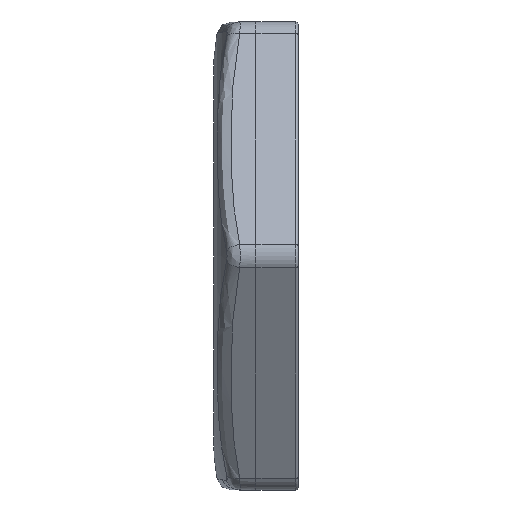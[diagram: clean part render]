
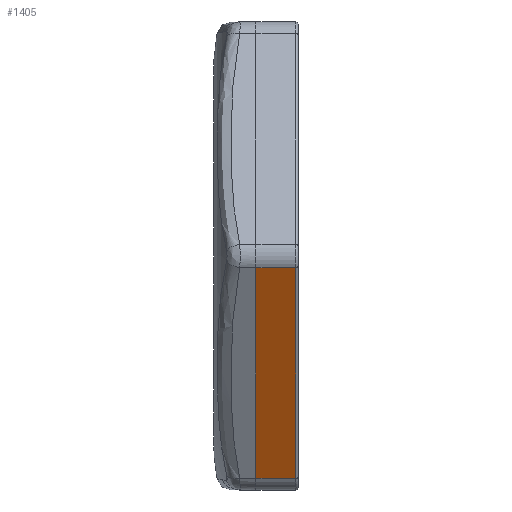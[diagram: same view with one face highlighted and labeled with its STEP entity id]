
A CAD part, left-side view. The second image highlights one B-rep face of the part: STEP entity #1405.
In plain terms, the highlighted planar face has unit normal (-0.866, 0, -0.5).
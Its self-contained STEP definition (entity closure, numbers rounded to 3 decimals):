
#230 = CARTESIAN_POINT ( 'NONE',  ( -5.629, 0., -0.25 ) ) ;
#361 = EDGE_CURVE ( 'NONE', #4611, #6388, #1549, .T. ) ;
#540 = VECTOR ( 'NONE', #2006, 1000. ) ;
#619 = EDGE_LOOP ( 'NONE', ( #5971, #4943, #2116, #5341 ) ) ;
#894 = CARTESIAN_POINT ( 'NONE',  ( -3.031, 0.9, -4.75 ) ) ;
#1167 = DIRECTION ( 'NONE',  ( -0.5, 0., 0.866 ) ) ;
#1184 = DIRECTION ( 'NONE',  ( 0.866, 0., 0.5 ) ) ;
#1405 = ADVANCED_FACE ( 'NONE', ( #4965 ), #4441, .F. ) ;
#1549 = LINE ( 'NONE', #4501, #4149 ) ;
#1651 = CARTESIAN_POINT ( 'NONE',  ( -2.887, 0.9, -5. ) ) ;
#1656 = CARTESIAN_POINT ( 'NONE',  ( -5.629, 0.9, -0.25 ) ) ;
#1766 = CARTESIAN_POINT ( 'NONE',  ( -2.887, -0.85, -5. ) ) ;
#2006 = DIRECTION ( 'NONE',  ( 0., -1., 0. ) ) ;
#2110 = CARTESIAN_POINT ( 'NONE',  ( -5.629, -0.85, -0.25 ) ) ;
#2111 = LINE ( 'NONE', #1656, #4375 ) ;
#2116 = ORIENTED_EDGE ( 'NONE', *, *, #3596, .T. ) ;
#3187 = CARTESIAN_POINT ( 'NONE',  ( -3.031, 0., -4.75 ) ) ;
#3596 = EDGE_CURVE ( 'NONE', #4712, #6218, #6249, .T. ) ;
#4019 = CARTESIAN_POINT ( 'NONE',  ( -3.031, -0.85, -4.75 ) ) ;
#4115 = DIRECTION ( 'NONE',  ( 0.5, 0., -0.866 ) ) ;
#4149 = VECTOR ( 'NONE', #5034, 1000. ) ;
#4303 = AXIS2_PLACEMENT_3D ( 'NONE', #1651, #1184, #4115 ) ;
#4375 = VECTOR ( 'NONE', #6164, 1000. ) ;
#4441 = PLANE ( 'NONE',  #4303 ) ;
#4501 = CARTESIAN_POINT ( 'NONE',  ( -2.887, 0., -5. ) ) ;
#4570 = EDGE_CURVE ( 'NONE', #6218, #6388, #2111, .T. ) ;
#4611 = VERTEX_POINT ( 'NONE', #3187 ) ;
#4712 = VERTEX_POINT ( 'NONE', #4019 ) ;
#4943 = ORIENTED_EDGE ( 'NONE', *, *, #5037, .T. ) ;
#4965 = FACE_OUTER_BOUND ( 'NONE', #619, .T. ) ;
#5034 = DIRECTION ( 'NONE',  ( -0.5, 0., 0.866 ) ) ;
#5037 = EDGE_CURVE ( 'NONE', #4611, #4712, #5362, .T. ) ;
#5341 = ORIENTED_EDGE ( 'NONE', *, *, #4570, .T. ) ;
#5362 = LINE ( 'NONE', #894, #540 ) ;
#5636 = VECTOR ( 'NONE', #1167, 1000. ) ;
#5971 = ORIENTED_EDGE ( 'NONE', *, *, #361, .F. ) ;
#6164 = DIRECTION ( 'NONE',  ( 0., 1., 0. ) ) ;
#6218 = VERTEX_POINT ( 'NONE', #2110 ) ;
#6249 = LINE ( 'NONE', #1766, #5636 ) ;
#6388 = VERTEX_POINT ( 'NONE', #230 ) ;
